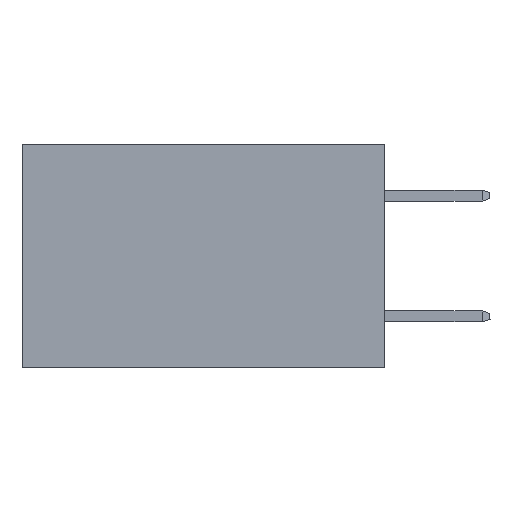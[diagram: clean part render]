
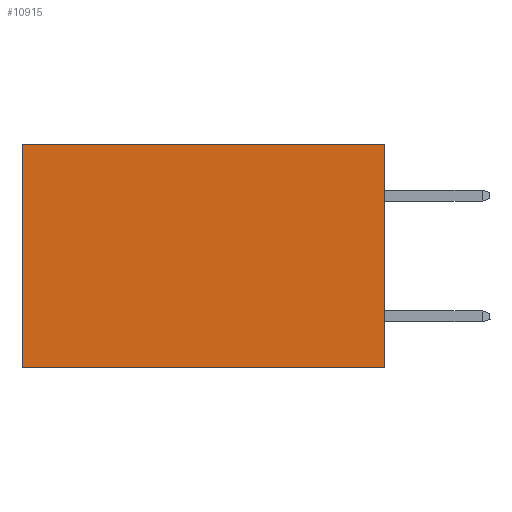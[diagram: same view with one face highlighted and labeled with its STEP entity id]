
A CAD part, left-side view. The second image highlights one B-rep face of the part: STEP entity #10915.
In plain terms, the highlighted planar face has unit normal (-1, 0, 0).
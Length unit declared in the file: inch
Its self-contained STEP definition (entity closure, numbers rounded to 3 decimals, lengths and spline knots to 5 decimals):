
#1674 = VERTEX_POINT ( 'NONE', #23725 ) ;
#1870 = DIRECTION ( 'NONE',  ( 0., 1., 0. ) ) ;
#2208 = LINE ( 'NONE', #24293, #16928 ) ;
#2574 = VECTOR ( 'NONE', #22338, 39.37008 ) ;
#2712 = AXIS2_PLACEMENT_3D ( 'NONE', #15805, #4304, #17701 ) ;
#4206 = CARTESIAN_POINT ( 'NONE',  ( 0.298, 0.6, 0. ) ) ;
#4304 = DIRECTION ( 'NONE',  ( 1., 0., 0. ) ) ;
#7229 = VERTEX_POINT ( 'NONE', #8429 ) ;
#7253 = CARTESIAN_POINT ( 'NONE',  ( 0.298, 0., 0. ) ) ;
#7384 = LINE ( 'NONE', #15041, #17513 ) ;
#7530 = EDGE_CURVE ( 'NONE', #21411, #7229, #2208, .T. ) ;
#7771 = LINE ( 'NONE', #7253, #2574 ) ;
#8429 = CARTESIAN_POINT ( 'NONE',  ( 0.298, 0.6, -0.37 ) ) ;
#9458 = ORIENTED_EDGE ( 'NONE', *, *, #21801, .T. ) ;
#9956 = ORIENTED_EDGE ( 'NONE', *, *, #16930, .F. ) ;
#10915 = ADVANCED_FACE ( 'NONE', ( #21113 ), #21348, .F. ) ;
#11461 = ORIENTED_EDGE ( 'NONE', *, *, #7530, .F. ) ;
#12776 = CARTESIAN_POINT ( 'NONE',  ( 0.298, 0., -0.37 ) ) ;
#15041 = CARTESIAN_POINT ( 'NONE',  ( 0.298, 0., 0. ) ) ;
#15805 = CARTESIAN_POINT ( 'NONE',  ( 0.298, 0., 0. ) ) ;
#15969 = EDGE_LOOP ( 'NONE', ( #9458, #11461, #9956, #16030 ) ) ;
#16030 = ORIENTED_EDGE ( 'NONE', *, *, #19678, .T. ) ;
#16928 = VECTOR ( 'NONE', #1870, 39.37008 ) ;
#16930 = EDGE_CURVE ( 'NONE', #22587, #21411, #7771, .T. ) ;
#17513 = VECTOR ( 'NONE', #24313, 39.37008 ) ;
#17599 = DIRECTION ( 'NONE',  ( 0., 0., -1. ) ) ;
#17701 = DIRECTION ( 'NONE',  ( 0., 0., -1. ) ) ;
#18327 = LINE ( 'NONE', #4206, #23776 ) ;
#19678 = EDGE_CURVE ( 'NONE', #22587, #1674, #7384, .T. ) ;
#21113 = FACE_OUTER_BOUND ( 'NONE', #15969, .T. ) ;
#21348 = PLANE ( 'NONE',  #2712 ) ;
#21411 = VERTEX_POINT ( 'NONE', #12776 ) ;
#21549 = CARTESIAN_POINT ( 'NONE',  ( 0.298, 0., 0. ) ) ;
#21801 = EDGE_CURVE ( 'NONE', #1674, #7229, #18327, .T. ) ;
#22338 = DIRECTION ( 'NONE',  ( 0., 0., -1. ) ) ;
#22587 = VERTEX_POINT ( 'NONE', #21549 ) ;
#23725 = CARTESIAN_POINT ( 'NONE',  ( 0.298, 0.6, 0. ) ) ;
#23776 = VECTOR ( 'NONE', #17599, 39.37008 ) ;
#24293 = CARTESIAN_POINT ( 'NONE',  ( 0.298, 0., -0.37 ) ) ;
#24313 = DIRECTION ( 'NONE',  ( 0., 1., 0. ) ) ;
